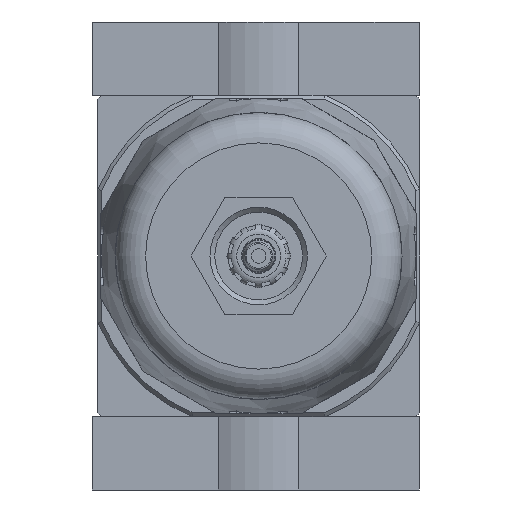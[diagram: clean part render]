
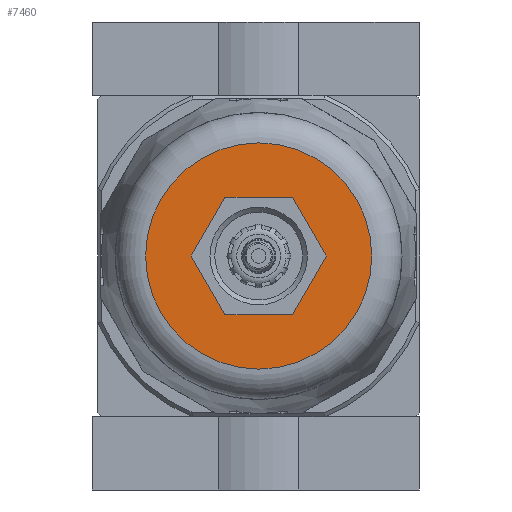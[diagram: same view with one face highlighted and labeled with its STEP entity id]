
A CAD part, front view. The second image highlights one B-rep face of the part: STEP entity #7460.
In plain terms, the highlighted planar face has unit normal (0, -1, 0).
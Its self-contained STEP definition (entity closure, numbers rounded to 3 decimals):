
#480=CIRCLE('',#7950,23.2);
#1075=ORIENTED_EDGE('',*,*,#2664,.T.);
#1076=ORIENTED_EDGE('',*,*,#2665,.T.);
#1077=ORIENTED_EDGE('',*,*,#2666,.T.);
#1078=ORIENTED_EDGE('',*,*,#2667,.T.);
#1079=ORIENTED_EDGE('',*,*,#2668,.T.);
#1080=ORIENTED_EDGE('',*,*,#2669,.T.);
#1081=ORIENTED_EDGE('',*,*,#2670,.T.);
#2664=EDGE_CURVE('',#3488,#3488,#480,.T.);
#2665=EDGE_CURVE('',#3489,#3490,#4060,.T.);
#2666=EDGE_CURVE('',#3490,#3491,#4061,.T.);
#2667=EDGE_CURVE('',#3491,#3492,#4062,.T.);
#2668=EDGE_CURVE('',#3492,#3493,#4063,.T.);
#2669=EDGE_CURVE('',#3493,#3494,#4064,.T.);
#2670=EDGE_CURVE('',#3494,#3489,#4065,.T.);
#3488=VERTEX_POINT('',#10934);
#3489=VERTEX_POINT('',#10936);
#3490=VERTEX_POINT('',#10937);
#3491=VERTEX_POINT('',#10939);
#3492=VERTEX_POINT('',#10941);
#3493=VERTEX_POINT('',#10943);
#3494=VERTEX_POINT('',#10945);
#4060=LINE('',#10935,#4494);
#4061=LINE('',#10938,#4495);
#4062=LINE('',#10940,#4496);
#4063=LINE('',#10942,#4497);
#4064=LINE('',#10944,#4498);
#4065=LINE('',#10946,#4499);
#4494=VECTOR('',#8913,1000.);
#4495=VECTOR('',#8914,1000.);
#4496=VECTOR('',#8915,1000.);
#4497=VECTOR('',#8916,1000.);
#4498=VECTOR('',#8917,1000.);
#4499=VECTOR('',#8918,1000.);
#4953=EDGE_LOOP('',(#1075));
#4954=EDGE_LOOP('',(#1076,#1077,#1078,#1079,#1080,#1081));
#5487=FACE_BOUND('',#4953,.T.);
#5488=FACE_BOUND('',#4954,.T.);
#5948=PLANE('',#7949);
#7460=ADVANCED_FACE('',(#5487,#5488),#5948,.F.);
#7949=AXIS2_PLACEMENT_3D('',#10932,#8909,#8910);
#7950=AXIS2_PLACEMENT_3D('',#10933,#8911,#8912);
#8909=DIRECTION('',(0.,1.,0.));
#8910=DIRECTION('',(0.,0.,1.));
#8911=DIRECTION('',(0.,-1.,0.));
#8912=DIRECTION('',(0.,0.,-1.));
#8913=DIRECTION('',(0.,0.,1.));
#8914=DIRECTION('',(0.866,0.,0.5));
#8915=DIRECTION('',(0.866,0.,-0.5));
#8916=DIRECTION('',(0.,0.,-1.));
#8917=DIRECTION('',(-0.866,0.,-0.5));
#8918=DIRECTION('',(-0.866,0.,0.5));
#10932=CARTESIAN_POINT('',(23.2,-165.,0.));
#10933=CARTESIAN_POINT('',(0.,-165.,0.));
#10934=CARTESIAN_POINT('',(0.,-165.,-23.2));
#10935=CARTESIAN_POINT('',(-12.,-165.,-6.928));
#10936=CARTESIAN_POINT('',(-12.,-165.,-6.928));
#10937=CARTESIAN_POINT('',(-12.,-165.,6.928));
#10938=CARTESIAN_POINT('',(-12.,-165.,6.928));
#10939=CARTESIAN_POINT('',(0.,-165.,13.856));
#10940=CARTESIAN_POINT('',(0.,-165.,13.856));
#10941=CARTESIAN_POINT('',(12.,-165.,6.928));
#10942=CARTESIAN_POINT('',(12.,-165.,6.928));
#10943=CARTESIAN_POINT('',(12.,-165.,-6.928));
#10944=CARTESIAN_POINT('',(12.,-165.,-6.928));
#10945=CARTESIAN_POINT('',(0.,-165.,-13.856));
#10946=CARTESIAN_POINT('',(0.,-165.,-13.856));
